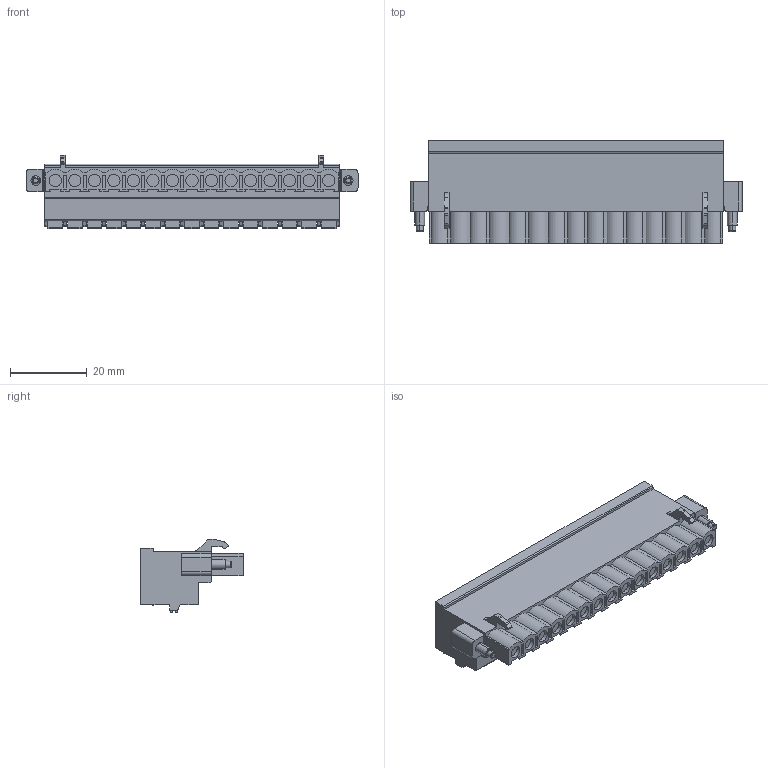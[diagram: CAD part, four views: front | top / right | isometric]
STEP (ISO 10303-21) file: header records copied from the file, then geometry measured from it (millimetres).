
FILE_DESCRIPTION((''),'2;1');
FILE_NAME('3333','2024-09-27T14:06:49',('tluser'),(''),'CREO PARAMETRIC BY PTC INC, 2018100','CREO PARAMETRIC BY PTC INC, 2018100','');
FILE_SCHEMA(('CONFIG_CONTROL_DESIGN'));
Length unit declared in the file: millimetre
Products named in the file (1): 3333
Bounding box: 86.36 x 26.6 x 19.01 mm (x, y, z)
Volume: 21214.7 mm3; surface area: 9263.3 mm2
Topology: 1 solids, 1 shells, 907 faces, 2334 edges, 1552 vertices
Faces by surface type: plane 603, cylinder 296, cone 4, torus 4
Entity records: 27598 total; most frequent: CARTESIAN_POINT 4793, DIRECTION 4756, ORIENTED_EDGE 4668, EDGE_CURVE 2334, VECTOR 1726, LINE 1726, VERTEX_POINT 1552, AXIS2_PLACEMENT_3D 1515
